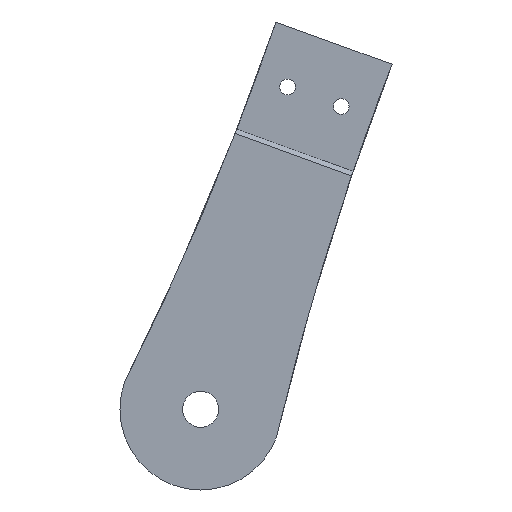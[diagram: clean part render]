
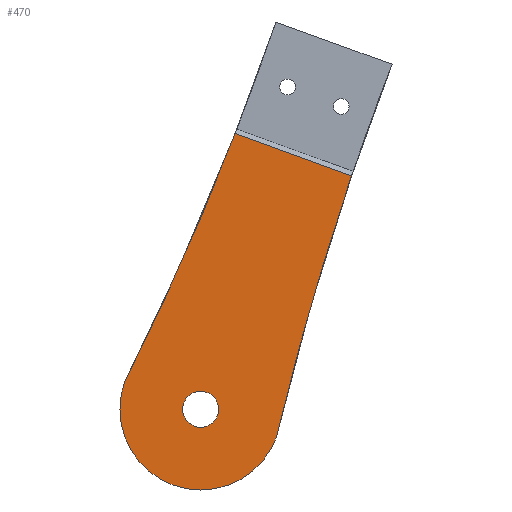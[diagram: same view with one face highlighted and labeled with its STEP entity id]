
A CAD part, front view. The second image highlights one B-rep face of the part: STEP entity #470.
In plain terms, the highlighted planar face has unit normal (0, -1, 0).
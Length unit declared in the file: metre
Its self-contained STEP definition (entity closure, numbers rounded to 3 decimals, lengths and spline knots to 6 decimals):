
#13=PLANE('',#533);
#39=LINE('',#812,#50);
#50=VECTOR('',#642,1.);
#79=ORIENTED_EDGE('',*,*,#173,.F.);
#80=ORIENTED_EDGE('',*,*,#181,.T.);
#81=ORIENTED_EDGE('',*,*,#161,.F.);
#82=ORIENTED_EDGE('',*,*,#170,.T.);
#83=ORIENTED_EDGE('',*,*,#180,.F.);
#161=EDGE_CURVE('',#214,#215,#260,.T.);
#170=EDGE_CURVE('',#214,#222,#264,.T.);
#173=EDGE_CURVE('',#225,#222,#265,.T.);
#180=EDGE_CURVE('',#229,#229,#269,.T.);
#181=EDGE_CURVE('',#225,#215,#39,.T.);
#214=VERTEX_POINT('',#772);
#215=VERTEX_POINT('',#773);
#222=VERTEX_POINT('',#789);
#225=VERTEX_POINT('',#796);
#229=VERTEX_POINT('',#810);
#260=CIRCLE('',#517,0.762);
#264=CIRCLE('',#523,0.02159);
#265=CIRCLE('',#526,0.762);
#269=CIRCLE('',#532,0.004825);
#306=EDGE_LOOP('',(#79,#80,#81,#82));
#307=EDGE_LOOP('',(#83));
#379=FACE_BOUND('',#306,.T.);
#380=FACE_BOUND('',#307,.T.);
#470=ADVANCED_FACE('',(#379,#380),#13,.T.);
#517=AXIS2_PLACEMENT_3D('',#771,#600,#601);
#523=AXIS2_PLACEMENT_3D('',#790,#616,#617);
#526=AXIS2_PLACEMENT_3D('',#797,#623,#624);
#532=AXIS2_PLACEMENT_3D('',#809,#638,#639);
#533=AXIS2_PLACEMENT_3D('',#811,#640,#641);
#600=DIRECTION('',(0.,-1.,0.));
#601=DIRECTION('',(0.,0.,-1.));
#616=DIRECTION('',(0.,-1.,0.));
#617=DIRECTION('',(0.,0.,-1.));
#623=DIRECTION('',(0.,-1.,0.));
#624=DIRECTION('',(0.,0.,-1.));
#638=DIRECTION('',(0.,-1.,0.));
#639=DIRECTION('',(0.,0.,-1.));
#640=DIRECTION('',(0.,-1.,0.));
#641=DIRECTION('',(1.,0.,0.));
#642=DIRECTION('',(-0.94,0.,0.342));
#771=CARTESIAN_POINT('',(-0.701038,-0.01524,0.349763));
#772=CARTESIAN_POINT('',(-0.020288,-0.01524,0.007384));
#773=CARTESIAN_POINT('',(0.009193,-0.01524,0.07369));
#789=CARTESIAN_POINT('',(0.020288,-0.01524,-0.007384));
#790=CARTESIAN_POINT('',(0.,-0.01524,0.));
#796=CARTESIAN_POINT('',(0.040325,-0.01524,0.062359));
#797=CARTESIAN_POINT('',(0.76185,-0.01524,-0.182685));
#809=CARTESIAN_POINT('',(0.,-0.01524,0.));
#810=CARTESIAN_POINT('',(0.,-0.01524,-0.004825));
#811=CARTESIAN_POINT('',(0.030406,-0.01524,0.083539));
#812=CARTESIAN_POINT('',(0.024759,-0.01524,0.068024));
